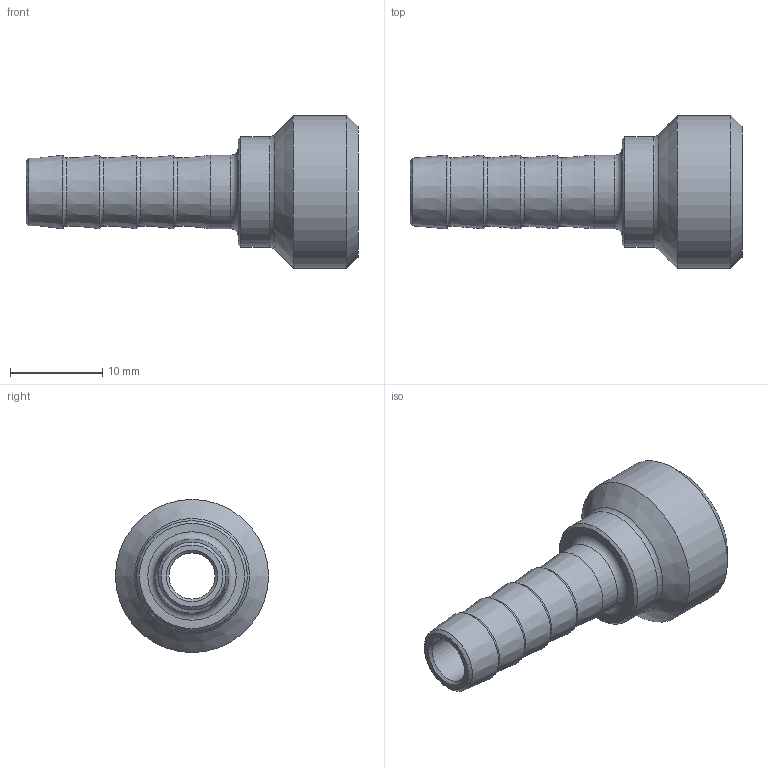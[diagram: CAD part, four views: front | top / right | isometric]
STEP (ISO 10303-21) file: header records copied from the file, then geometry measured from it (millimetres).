
FILE_DESCRIPTION(/* description */ (''),/* implementation_level */ '2;1');
FILE_NAME(/* name */ '3D_R666-SLG-8-DN10_17113810.stp',/* time_stamp */ '2021-06-23T08:13:37+02:00',/* author */ ('cad'),/* organization */ (''),/* preprocessor_version */ 'ST-DEVELOPER v18.1',/* originating_system */ 'Autodesk Inventor 2022',/* authorisation */ '');
FILE_SCHEMA (('AUTOMOTIVE_DESIGN { 1 0 10303 214 3 1 1 }'));
Length unit declared in the file: millimetre
Products named in the file (1): 3D_R666-SLG-8-DN10_17113810
Bounding box: 36 x 16.6 x 16.6 mm (x, y, z)
Volume: 2569.6 mm3; surface area: 1999.8 mm2
Topology: 1 solids, 1 shells, 24 faces, 52 edges, 31 vertices
Faces by surface type: cone 11, torus 6, cylinder 4, plane 3
Full cylindrical faces by diameter (mm): 5 x1, 8 x1, 12 x1, 16.6 x1
Entity records: 710 total; most frequent: DIRECTION 139, CARTESIAN_POINT 108, ORIENTED_EDGE 104, AXIS2_PLACEMENT_3D 62, EDGE_CURVE 52, CIRCLE 37, VERTEX_POINT 31, EDGE_LOOP 27
